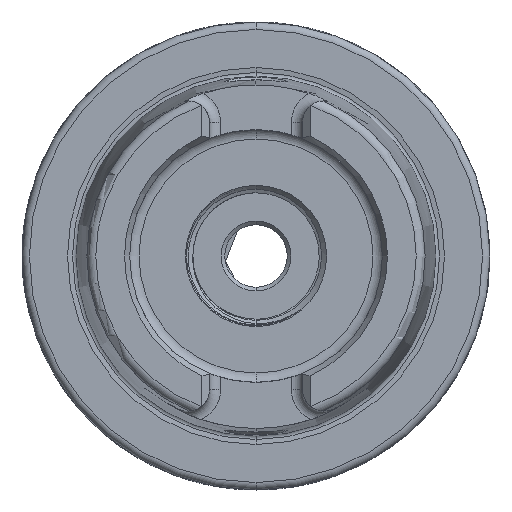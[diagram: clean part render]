
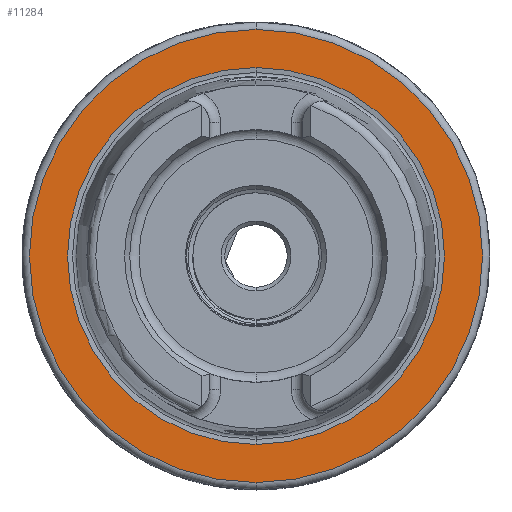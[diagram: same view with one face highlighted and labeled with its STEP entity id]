
A CAD part, left-side view. The second image highlights one B-rep face of the part: STEP entity #11284.
In plain terms, the highlighted planar face has unit normal (-1, 0, 0).
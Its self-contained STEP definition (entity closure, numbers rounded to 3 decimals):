
#1553 = EDGE_LOOP ( 'NONE', ( #22295, #22287 ) ) ;
#1573 = EDGE_LOOP ( 'NONE', ( #25532, #22288 ) ) ;
#1730 = CARTESIAN_POINT ( 'NONE',  ( 0., 25.369, 0. ) ) ;
#1740 = DIRECTION ( 'NONE',  ( 0., 0., 1. ) ) ;
#1762 = PLANE ( 'NONE',  #20290 ) ;
#1768 = DIRECTION ( 'NONE',  ( -1., 0., 0. ) ) ;
#3513 = DIRECTION ( 'NONE',  ( 0., 0., 1. ) ) ;
#3524 = CARTESIAN_POINT ( 'NONE',  ( 0., 0., 0. ) ) ;
#3544 = DIRECTION ( 'NONE',  ( -1., 0., 0. ) ) ;
#3570 = DIRECTION ( 'NONE',  ( 0., 0., -1. ) ) ;
#3584 = CARTESIAN_POINT ( 'NONE',  ( 0., 0., 0. ) ) ;
#3587 = DIRECTION ( 'NONE',  ( 1., 0., 0. ) ) ;
#5424 = CARTESIAN_POINT ( 'NONE',  ( 0., 0., -25.369 ) ) ;
#6664 = DIRECTION ( 'NONE',  ( -1., 0., 0. ) ) ;
#6673 = DIRECTION ( 'NONE',  ( 0., 0., 1. ) ) ;
#6692 = CARTESIAN_POINT ( 'NONE',  ( 0., 0., 0. ) ) ;
#10186 = CIRCLE ( 'NONE', #20390, 25.369 ) ;
#11158 = FACE_OUTER_BOUND ( 'NONE', #1553, .T. ) ;
#11172 = FACE_BOUND ( 'NONE', #1573, .T. ) ;
#11284 = ADVANCED_FACE ( 'NONE', ( #11158, #11172 ), #1762, .T. ) ;
#12718 = AXIS2_PLACEMENT_3D ( 'NONE', #3584, #3587, #3570 ) ;
#12728 = AXIS2_PLACEMENT_3D ( 'NONE', #3524, #3544, #3513 ) ;
#12815 = AXIS2_PLACEMENT_3D ( 'NONE', #6692, #6664, #6673 ) ;
#19953 = CARTESIAN_POINT ( 'NONE',  ( 0., 0., 25.369 ) ) ;
#19968 = CARTESIAN_POINT ( 'NONE',  ( 0., 0., 30.5 ) ) ;
#19980 = CARTESIAN_POINT ( 'NONE',  ( 0., 0., -30.5 ) ) ;
#20185 = EDGE_CURVE ( 'NONE', #22371, #27398, #10186, .T. ) ;
#20290 = AXIS2_PLACEMENT_3D ( 'NONE', #1730, #1768, #1740 ) ;
#20390 = AXIS2_PLACEMENT_3D ( 'NONE', #24978, #24982, #24983 ) ;
#20775 = EDGE_CURVE ( 'NONE', #27406, #27362, #26445, .T. ) ;
#20786 = EDGE_CURVE ( 'NONE', #27398, #22371, #26488, .T. ) ;
#21143 = EDGE_CURVE ( 'NONE', #27362, #27406, #25761, .T. ) ;
#22287 = ORIENTED_EDGE ( 'NONE', *, *, #21143, .T. ) ;
#22288 = ORIENTED_EDGE ( 'NONE', *, *, #20185, .T. ) ;
#22295 = ORIENTED_EDGE ( 'NONE', *, *, #20775, .T. ) ;
#22371 = VERTEX_POINT ( 'NONE', #5424 ) ;
#24978 = CARTESIAN_POINT ( 'NONE',  ( 0., 0., 0. ) ) ;
#24982 = DIRECTION ( 'NONE',  ( 1., 0., 0. ) ) ;
#24983 = DIRECTION ( 'NONE',  ( 0., 0., -1. ) ) ;
#25532 = ORIENTED_EDGE ( 'NONE', *, *, #20786, .T. ) ;
#25761 = CIRCLE ( 'NONE', #12815, 30.5 ) ;
#26445 = CIRCLE ( 'NONE', #12728, 30.5 ) ;
#26488 = CIRCLE ( 'NONE', #12718, 25.369 ) ;
#27362 = VERTEX_POINT ( 'NONE', #19980 ) ;
#27398 = VERTEX_POINT ( 'NONE', #19953 ) ;
#27406 = VERTEX_POINT ( 'NONE', #19968 ) ;
